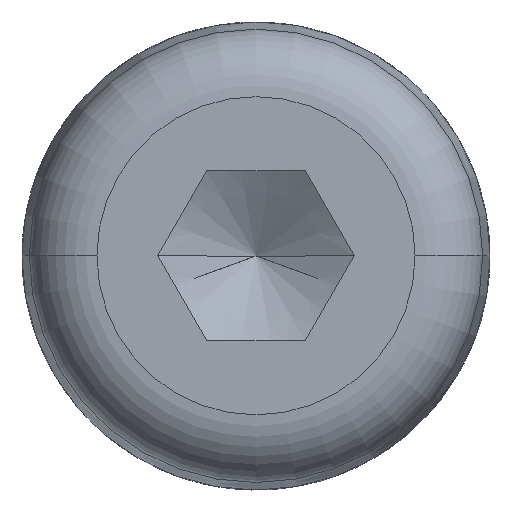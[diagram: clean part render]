
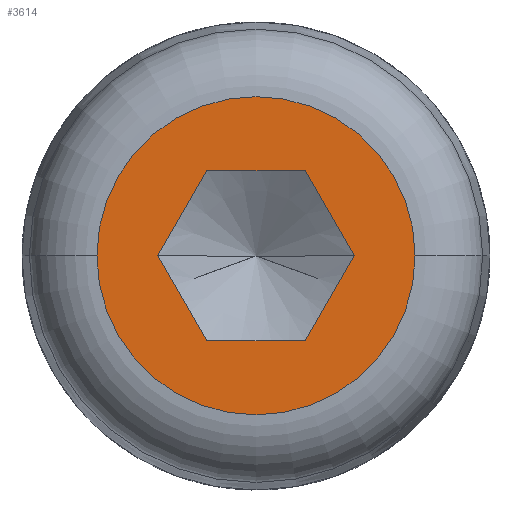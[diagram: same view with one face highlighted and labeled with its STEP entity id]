
A CAD part, top view. The second image highlights one B-rep face of the part: STEP entity #3614.
In plain terms, the highlighted planar face has unit normal (0, 0, 1).
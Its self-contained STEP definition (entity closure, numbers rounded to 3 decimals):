
#127 = ORIENTED_EDGE ( 'NONE', *, *, #2193, .T. ) ;
#197 = CARTESIAN_POINT ( 'NONE',  ( 0., 0., 21.649 ) ) ;
#364 = VERTEX_POINT ( 'NONE', #1700 ) ;
#433 = CIRCLE ( 'NONE', #2643, 4.691 ) ;
#441 = DIRECTION ( 'NONE',  ( -1., 0., 0. ) ) ;
#473 = CIRCLE ( 'NONE', #2688, 4.691 ) ;
#678 = DIRECTION ( 'NONE',  ( 1., 0., 0. ) ) ;
#757 = DIRECTION ( 'NONE',  ( 1., 0., 0. ) ) ;
#770 = VERTEX_POINT ( 'NONE', #2109 ) ;
#818 = FACE_BOUND ( 'NONE', #1108, .T. ) ;
#858 = FACE_OUTER_BOUND ( 'NONE', #1770, .T. ) ;
#863 = VECTOR ( 'NONE', #3796, 1000. ) ;
#932 = VERTEX_POINT ( 'NONE', #1001 ) ;
#970 = CARTESIAN_POINT ( 'NONE',  ( 1.45, -2.511, 21.649 ) ) ;
#1001 = CARTESIAN_POINT ( 'NONE',  ( -1.45, -2.511, 21.649 ) ) ;
#1100 = DIRECTION ( 'NONE',  ( 0.5, -0.866, 0. ) ) ;
#1108 = EDGE_LOOP ( 'NONE', ( #3094, #1364, #127, #2024, #3698, #1964 ) ) ;
#1113 = CARTESIAN_POINT ( 'NONE',  ( 0., 0., 21.649 ) ) ;
#1220 = EDGE_CURVE ( 'NONE', #1310, #2903, #2339, .T. ) ;
#1310 = VERTEX_POINT ( 'NONE', #2439 ) ;
#1364 = ORIENTED_EDGE ( 'NONE', *, *, #1464, .T. ) ;
#1372 = EDGE_CURVE ( 'NONE', #3428, #364, #473, .T. ) ;
#1385 = LINE ( 'NONE', #3495, #2354 ) ;
#1396 = AXIS2_PLACEMENT_3D ( 'NONE', #3870, #2355, #3557 ) ;
#1464 = EDGE_CURVE ( 'NONE', #2903, #932, #1385, .T. ) ;
#1700 = CARTESIAN_POINT ( 'NONE',  ( -4.691, 0., 21.649 ) ) ;
#1759 = LINE ( 'NONE', #2986, #2357 ) ;
#1763 = DIRECTION ( 'NONE',  ( -0.5, -0.866, 0. ) ) ;
#1770 = EDGE_LOOP ( 'NONE', ( #3565, #3898 ) ) ;
#1865 = CARTESIAN_POINT ( 'NONE',  ( 4.691, 0., 21.649 ) ) ;
#1867 = VECTOR ( 'NONE', #1763, 1000. ) ;
#1911 = VERTEX_POINT ( 'NONE', #3299 ) ;
#1933 = CARTESIAN_POINT ( 'NONE',  ( -2.9, 0., 21.649 ) ) ;
#1964 = ORIENTED_EDGE ( 'NONE', *, *, #3867, .T. ) ;
#2024 = ORIENTED_EDGE ( 'NONE', *, *, #2745, .T. ) ;
#2043 = CARTESIAN_POINT ( 'NONE',  ( 1.45, -2.511, 21.649 ) ) ;
#2109 = CARTESIAN_POINT ( 'NONE',  ( 1.45, 2.511, 21.649 ) ) ;
#2193 = EDGE_CURVE ( 'NONE', #932, #3798, #2843, .T. ) ;
#2339 = LINE ( 'NONE', #2043, #1867 ) ;
#2354 = VECTOR ( 'NONE', #441, 1000. ) ;
#2355 = DIRECTION ( 'NONE',  ( 0., 0., 1. ) ) ;
#2357 = VECTOR ( 'NONE', #2968, 1000. ) ;
#2439 = CARTESIAN_POINT ( 'NONE',  ( 2.9, 0., 21.649 ) ) ;
#2539 = DIRECTION ( 'NONE',  ( 1., 0., 0. ) ) ;
#2580 = LINE ( 'NONE', #3778, #2827 ) ;
#2594 = EDGE_CURVE ( 'NONE', #364, #3428, #433, .T. ) ;
#2643 = AXIS2_PLACEMENT_3D ( 'NONE', #1113, #3186, #757 ) ;
#2664 = CARTESIAN_POINT ( 'NONE',  ( -2.9, 0., 21.649 ) ) ;
#2677 = PLANE ( 'NONE',  #1396 ) ;
#2688 = AXIS2_PLACEMENT_3D ( 'NONE', #197, #2831, #2539 ) ;
#2745 = EDGE_CURVE ( 'NONE', #3798, #1911, #1759, .T. ) ;
#2812 = EDGE_CURVE ( 'NONE', #1911, #770, #3690, .T. ) ;
#2827 = VECTOR ( 'NONE', #1100, 1000. ) ;
#2831 = DIRECTION ( 'NONE',  ( 0., 0., 1. ) ) ;
#2843 = LINE ( 'NONE', #1933, #863 ) ;
#2903 = VERTEX_POINT ( 'NONE', #970 ) ;
#2968 = DIRECTION ( 'NONE',  ( 0.5, 0.866, 0. ) ) ;
#2986 = CARTESIAN_POINT ( 'NONE',  ( -1.45, 2.511, 21.649 ) ) ;
#3094 = ORIENTED_EDGE ( 'NONE', *, *, #1220, .T. ) ;
#3178 = VECTOR ( 'NONE', #678, 1000. ) ;
#3186 = DIRECTION ( 'NONE',  ( 0., 0., 1. ) ) ;
#3299 = CARTESIAN_POINT ( 'NONE',  ( -1.45, 2.511, 21.649 ) ) ;
#3397 = CARTESIAN_POINT ( 'NONE',  ( 1.45, 2.511, 21.649 ) ) ;
#3428 = VERTEX_POINT ( 'NONE', #1865 ) ;
#3495 = CARTESIAN_POINT ( 'NONE',  ( -1.45, -2.511, 21.649 ) ) ;
#3557 = DIRECTION ( 'NONE',  ( 1., 0., 0. ) ) ;
#3565 = ORIENTED_EDGE ( 'NONE', *, *, #1372, .T. ) ;
#3614 = ADVANCED_FACE ( 'NONE', ( #818, #858 ), #2677, .T. ) ;
#3690 = LINE ( 'NONE', #3397, #3178 ) ;
#3698 = ORIENTED_EDGE ( 'NONE', *, *, #2812, .T. ) ;
#3778 = CARTESIAN_POINT ( 'NONE',  ( 2.9, 0., 21.649 ) ) ;
#3796 = DIRECTION ( 'NONE',  ( -0.5, 0.866, 0. ) ) ;
#3798 = VERTEX_POINT ( 'NONE', #2664 ) ;
#3867 = EDGE_CURVE ( 'NONE', #770, #1310, #2580, .T. ) ;
#3870 = CARTESIAN_POINT ( 'NONE',  ( 0., 4.691, 21.649 ) ) ;
#3898 = ORIENTED_EDGE ( 'NONE', *, *, #2594, .T. ) ;
